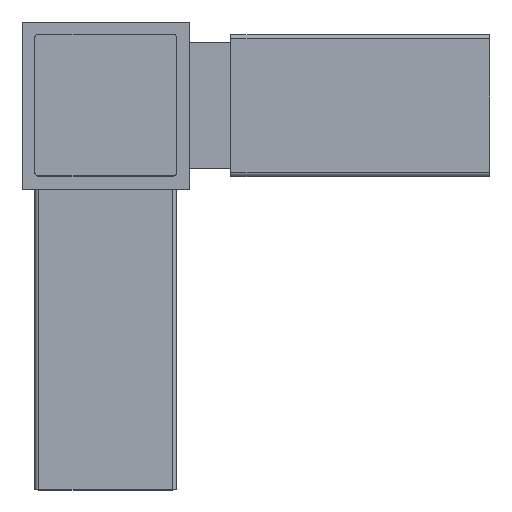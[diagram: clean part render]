
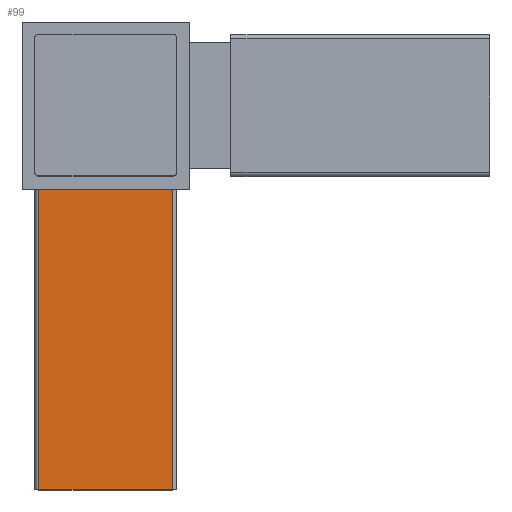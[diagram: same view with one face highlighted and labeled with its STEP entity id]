
A CAD part, top view. The second image highlights one B-rep face of the part: STEP entity #99.
In plain terms, the highlighted planar face has unit normal (0, 0, 1).
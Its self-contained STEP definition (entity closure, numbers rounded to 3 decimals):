
#99 = ADVANCED_FACE( '', ( #239 ), #240, .T. );
#239 = FACE_OUTER_BOUND( '', #424, .T. );
#240 = PLANE( '', #425 );
#424 = EDGE_LOOP( '', ( #648, #649, #650, #651 ) );
#425 = AXIS2_PLACEMENT_3D( '', #652, #653, #654 );
#648 = ORIENTED_EDGE( '', *, *, #1137, .F. );
#649 = ORIENTED_EDGE( '', *, *, #1100, .F. );
#650 = ORIENTED_EDGE( '', *, *, #1138, .T. );
#651 = ORIENTED_EDGE( '', *, *, #1139, .T. );
#652 = CARTESIAN_POINT( '', ( -8., -46., 8.5 ) );
#653 = DIRECTION( '', ( 0., 0., 1. ) );
#654 = DIRECTION( '', ( 1., 0., 0. ) );
#1100 = EDGE_CURVE( '', #1307, #1303, #1309, .T. );
#1137 = EDGE_CURVE( '', #1303, #1374, #1375, .T. );
#1138 = EDGE_CURVE( '', #1307, #1376, #1377, .T. );
#1139 = EDGE_CURVE( '', #1376, #1374, #1378, .T. );
#1303 = VERTEX_POINT( '', #1604 );
#1307 = VERTEX_POINT( '', #1609 );
#1309 = LINE( '', #1611, #1612 );
#1374 = VERTEX_POINT( '', #1701 );
#1375 = LINE( '', #1702, #1703 );
#1376 = VERTEX_POINT( '', #1704 );
#1377 = LINE( '', #1705, #1706 );
#1378 = LINE( '', #1707, #1708 );
#1604 = CARTESIAN_POINT( '', ( -8., -10., 8.5 ) );
#1609 = CARTESIAN_POINT( '', ( -8., -46., 8.5 ) );
#1611 = CARTESIAN_POINT( '', ( -8., -46., 8.5 ) );
#1612 = VECTOR( '', #2009, 1000. );
#1701 = CARTESIAN_POINT( '', ( 8., -10., 8.5 ) );
#1702 = CARTESIAN_POINT( '', ( -10., -10., 8.5 ) );
#1703 = VECTOR( '', #2046, 1000. );
#1704 = CARTESIAN_POINT( '', ( 8., -46., 8.5 ) );
#1705 = CARTESIAN_POINT( '', ( -8., -46., 8.5 ) );
#1706 = VECTOR( '', #2047, 1000. );
#1707 = CARTESIAN_POINT( '', ( 8., -46., 8.5 ) );
#1708 = VECTOR( '', #2048, 1000. );
#2009 = DIRECTION( '', ( 0., 1., 0. ) );
#2046 = DIRECTION( '', ( 1., 0., 0. ) );
#2047 = DIRECTION( '', ( 1., 0., 0. ) );
#2048 = DIRECTION( '', ( 0., 1., 0. ) );
